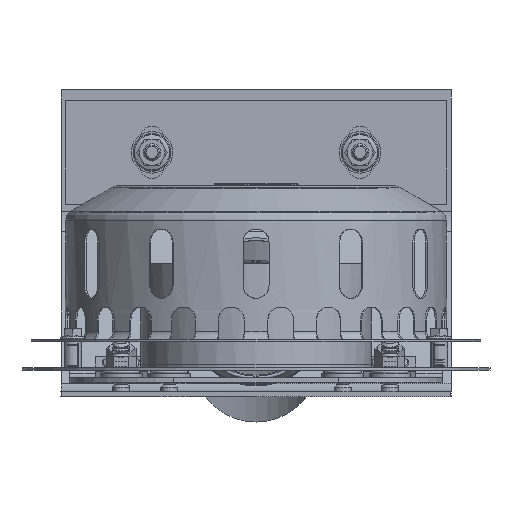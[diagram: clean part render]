
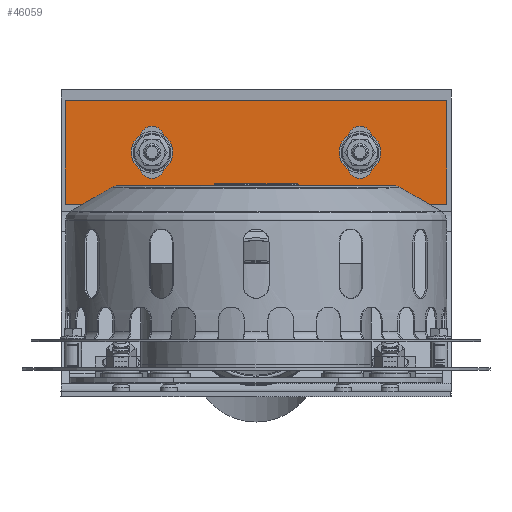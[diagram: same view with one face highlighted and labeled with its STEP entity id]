
A CAD part, left-side view. The second image highlights one B-rep face of the part: STEP entity #46059.
In plain terms, the highlighted planar face has unit normal (-1, 0, 0).
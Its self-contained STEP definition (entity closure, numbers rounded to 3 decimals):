
#1115=FACE_BOUND('',#7376,.T.);
#1116=FACE_BOUND('',#7377,.T.);
#2198=CIRCLE('',#48823,7.);
#2200=CIRCLE('',#48827,7.);
#2202=CIRCLE('',#48831,7.);
#2204=CIRCLE('',#48835,7.);
#2950=PLANE('',#48841);
#4921=FACE_OUTER_BOUND('',#7375,.T.);
#7375=EDGE_LOOP('',(#33301,#33302,#33303,#33304));
#7376=EDGE_LOOP('',(#33305,#33306,#33307,#33308));
#7377=EDGE_LOOP('',(#33309,#33310,#33311,#33312));
#10642=LINE('',#65285,#15906);
#10647=LINE('',#65299,#15911);
#10650=LINE('',#65309,#15914);
#10655=LINE('',#65323,#15919);
#10658=LINE('',#65333,#15922);
#10662=LINE('',#65341,#15926);
#10665=LINE('',#65347,#15929);
#10668=LINE('',#65352,#15932);
#15906=VECTOR('',#53147,1.);
#15911=VECTOR('',#53160,1.);
#15914=VECTOR('',#53171,1.);
#15919=VECTOR('',#53184,1.);
#15922=VECTOR('',#53195,1.);
#15926=VECTOR('',#53201,1.);
#15929=VECTOR('',#53206,1.);
#15932=VECTOR('',#53211,1.);
#21209=VERTEX_POINT('',#65283);
#21210=VERTEX_POINT('',#65284);
#21213=VERTEX_POINT('',#65292);
#21215=VERTEX_POINT('',#65298);
#21217=VERTEX_POINT('',#65307);
#21218=VERTEX_POINT('',#65308);
#21221=VERTEX_POINT('',#65316);
#21223=VERTEX_POINT('',#65322);
#21225=VERTEX_POINT('',#65331);
#21226=VERTEX_POINT('',#65332);
#21229=VERTEX_POINT('',#65340);
#21231=VERTEX_POINT('',#65346);
#25855=EDGE_CURVE('',#21209,#21210,#10642,.T.);
#25859=EDGE_CURVE('',#21210,#21213,#2198,.T.);
#25862=EDGE_CURVE('',#21213,#21215,#10647,.T.);
#25865=EDGE_CURVE('',#21215,#21209,#2200,.T.);
#25867=EDGE_CURVE('',#21217,#21218,#10650,.T.);
#25871=EDGE_CURVE('',#21218,#21221,#2202,.T.);
#25874=EDGE_CURVE('',#21221,#21223,#10655,.T.);
#25877=EDGE_CURVE('',#21223,#21217,#2204,.T.);
#25879=EDGE_CURVE('',#21225,#21226,#10658,.T.);
#25883=EDGE_CURVE('',#21226,#21229,#10662,.T.);
#25886=EDGE_CURVE('',#21229,#21231,#10665,.T.);
#25889=EDGE_CURVE('',#21231,#21225,#10668,.T.);
#33301=ORIENTED_EDGE('',*,*,#25879,.F.);
#33302=ORIENTED_EDGE('',*,*,#25889,.F.);
#33303=ORIENTED_EDGE('',*,*,#25886,.F.);
#33304=ORIENTED_EDGE('',*,*,#25883,.F.);
#33305=ORIENTED_EDGE('',*,*,#25855,.T.);
#33306=ORIENTED_EDGE('',*,*,#25859,.T.);
#33307=ORIENTED_EDGE('',*,*,#25862,.T.);
#33308=ORIENTED_EDGE('',*,*,#25865,.T.);
#33309=ORIENTED_EDGE('',*,*,#25867,.T.);
#33310=ORIENTED_EDGE('',*,*,#25871,.T.);
#33311=ORIENTED_EDGE('',*,*,#25874,.T.);
#33312=ORIENTED_EDGE('',*,*,#25877,.T.);
#46059=ADVANCED_FACE('',(#4921,#1115,#1116),#2950,.T.);
#48823=AXIS2_PLACEMENT_3D('',#65293,#53153,#53154);
#48827=AXIS2_PLACEMENT_3D('',#65304,#53165,#53166);
#48831=AXIS2_PLACEMENT_3D('',#65317,#53177,#53178);
#48835=AXIS2_PLACEMENT_3D('',#65328,#53189,#53190);
#48841=AXIS2_PLACEMENT_3D('',#65354,#53213,#53214);
#53147=DIRECTION('',(0.,0.,-1.));
#53153=DIRECTION('center_axis',(1.,0.,0.));
#53154=DIRECTION('ref_axis',(0.,0.,
-1.));
#53160=DIRECTION('',(0.,0.,1.));
#53165=DIRECTION('center_axis',(1.,0.,0.));
#53166=DIRECTION('ref_axis',(0.,0.,
1.));
#53171=DIRECTION('',(0.,0.,1.));
#53177=DIRECTION('center_axis',(1.,0.,0.));
#53178=DIRECTION('ref_axis',(0.,0.,
1.));
#53184=DIRECTION('',(0.,0.,-1.));
#53189=DIRECTION('center_axis',(1.,0.,0.));
#53190=DIRECTION('ref_axis',(0.,0.,
-1.));
#53195=DIRECTION('',(0.,1.,0.));
#53201=DIRECTION('',(0.,0.,1.));
#53206=DIRECTION('',(0.,-1.,0.));
#53211=DIRECTION('',(0.,0.,-1.));
#53213=DIRECTION('center_axis',(-1.,0.,0.));
#53214=DIRECTION('ref_axis',(0.,-1.,0.));
#65283=CARTESIAN_POINT('',(2503.471,1284.214,66.008));
#65284=CARTESIAN_POINT('',(2503.471,1284.214,50.008));
#65285=CARTESIAN_POINT('',(2503.471,1284.214,62.008));
#65292=CARTESIAN_POINT('',(2503.471,1298.214,50.008));
#65293=CARTESIAN_POINT('Origin',(2503.471,1291.214,50.008));
#65298=CARTESIAN_POINT('',(2503.471,1298.214,66.008));
#65299=CARTESIAN_POINT('',(2503.471,1298.214,54.008));
#65304=CARTESIAN_POINT('Origin',(2503.471,1291.214,66.008));
#65307=CARTESIAN_POINT('',(2503.471,1418.214,50.008));
#65308=CARTESIAN_POINT('',(2503.471,1418.214,66.008));
#65309=CARTESIAN_POINT('',(2503.471,1418.214,54.008));
#65316=CARTESIAN_POINT('',(2503.471,1404.214,66.008));
#65317=CARTESIAN_POINT('Origin',(2503.471,1411.214,66.008));
#65322=CARTESIAN_POINT('',(2503.471,1404.214,50.008));
#65323=CARTESIAN_POINT('',(2503.471,1404.214,62.008));
#65328=CARTESIAN_POINT('Origin',(2503.471,1411.214,50.008));
#65331=CARTESIAN_POINT('',(2503.471,1241.214,28.008));
#65332=CARTESIAN_POINT('',(2503.471,1461.214,28.008));
#65333=CARTESIAN_POINT('',(2503.471,1461.214,28.008));
#65340=CARTESIAN_POINT('',(2503.471,1461.214,88.008));
#65341=CARTESIAN_POINT('',(2503.471,1461.214,88.008));
#65346=CARTESIAN_POINT('',(2503.471,1241.214,88.008));
#65347=CARTESIAN_POINT('',(2503.471,1241.214,88.008));
#65352=CARTESIAN_POINT('',(2503.471,1241.214,28.008));
#65354=CARTESIAN_POINT('Origin',(2503.471,1351.214,58.008));
